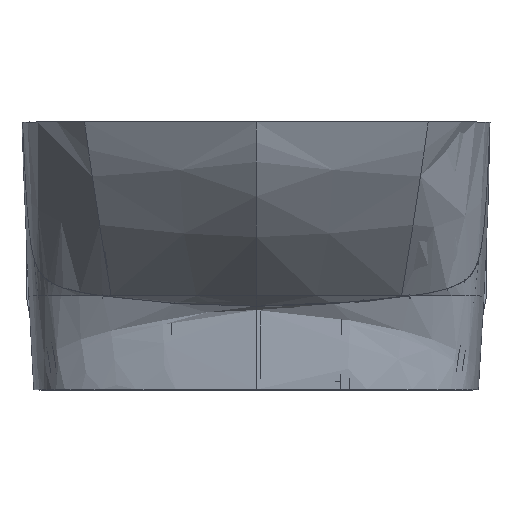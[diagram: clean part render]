
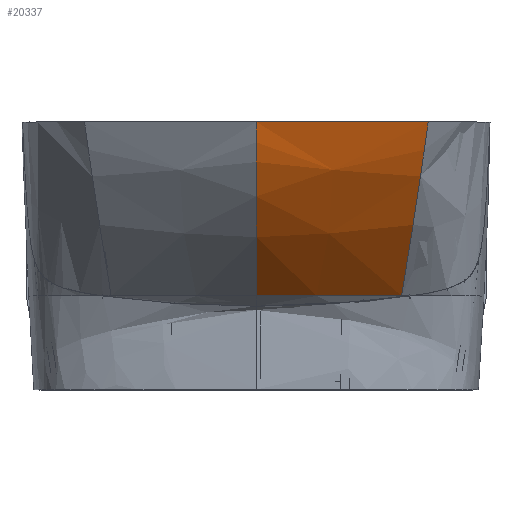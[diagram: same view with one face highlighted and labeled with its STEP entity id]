
A CAD part, top view. The second image highlights one B-rep face of the part: STEP entity #20337.
In plain terms, the highlighted free-form (B-spline) face has degree [3, 3] with [7, 8] control points.
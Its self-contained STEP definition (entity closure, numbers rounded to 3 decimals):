
#2106=(
BOUNDED_CURVE()
B_SPLINE_CURVE(5,(#44903,#44904,#44905,#44906,#44907,#44908,#44909,#44910),
 .UNSPECIFIED.,.F.,.F.)
B_SPLINE_CURVE_WITH_KNOTS((6,1,1,6),(-0.984,-0.9,-0.8,-0.775),
 .UNSPECIFIED.)
CURVE()
GEOMETRIC_REPRESENTATION_ITEM()
RATIONAL_B_SPLINE_CURVE((1.,1.,1.,1.,1.,1.,1.,1.))
REPRESENTATION_ITEM('')
);
#2108=(
BOUNDED_CURVE()
B_SPLINE_CURVE(5,(#44967,#44968,#44969,#44970,#44971,#44972,#44973,#44974),
 .UNSPECIFIED.,.F.,.F.)
B_SPLINE_CURVE_WITH_KNOTS((6,1,1,6),(0.846,0.867,
0.933,0.942),.UNSPECIFIED.)
CURVE()
GEOMETRIC_REPRESENTATION_ITEM()
RATIONAL_B_SPLINE_CURVE((1.,1.,1.,1.,1.,1.,1.,1.))
REPRESENTATION_ITEM('')
);
#2109=(
BOUNDED_CURVE()
B_SPLINE_CURVE(5,(#44975,#44976,#44977,#44978,#44979,#44980),
 .UNSPECIFIED.,.F.,.F.)
B_SPLINE_CURVE_WITH_KNOTS((6,6),(0.942,1.),.UNSPECIFIED.)
CURVE()
GEOMETRIC_REPRESENTATION_ITEM()
RATIONAL_B_SPLINE_CURVE((1.,1.,1.,1.,1.,1.))
REPRESENTATION_ITEM('')
);
#6424=FACE_OUTER_BOUND('',#8060,.T.);
#8060=EDGE_LOOP('',(#18696,#18697,#18698,#18699,#18700));
#8434=B_SPLINE_CURVE_WITH_KNOTS('',3,(#45083,#45084,#45085,#45086,#45087),
 .UNSPECIFIED.,.F.,.F.,(4,1,4),(0.,41.036,50.028),
 .UNSPECIFIED.);
#8435=B_SPLINE_CURVE_WITH_KNOTS('',3,(#45144,#45145,#45146,#45147,#45148,
#45149),.UNSPECIFIED.,.F.,.F.,(4,2,4),(-41.896,-17.953,
0.),.UNSPECIFIED.);
#10409=VERTEX_POINT('',#44874);
#10412=VERTEX_POINT('',#44896);
#10413=VERTEX_POINT('',#44959);
#10414=VERTEX_POINT('',#44966);
#10415=VERTEX_POINT('',#45057);
#13179=EDGE_CURVE('',#10412,#10409,#2106,.T.);
#13181=EDGE_CURVE('',#10413,#10414,#2108,.T.);
#13182=EDGE_CURVE('',#10414,#10412,#2109,.T.);
#13185=EDGE_CURVE('',#10413,#10415,#8434,.T.);
#13186=EDGE_CURVE('',#10409,#10415,#8435,.T.);
#18696=ORIENTED_EDGE('',*,*,#13186,.F.);
#18697=ORIENTED_EDGE('',*,*,#13179,.F.);
#18698=ORIENTED_EDGE('',*,*,#13182,.F.);
#18699=ORIENTED_EDGE('',*,*,#13181,.F.);
#18700=ORIENTED_EDGE('',*,*,#13185,.T.);
#19264=B_SPLINE_SURFACE_WITH_KNOTS('',3,3,((#45088,#45089,#45090,#45091,
#45092,#45093,#45094,#45095),(#45096,#45097,#45098,#45099,#45100,#45101,
#45102,#45103),(#45104,#45105,#45106,#45107,#45108,#45109,#45110,#45111),
(#45112,#45113,#45114,#45115,#45116,#45117,#45118,#45119),(#45120,#45121,
#45122,#45123,#45124,#45125,#45126,#45127),(#45128,#45129,#45130,#45131,
#45132,#45133,#45134,#45135),(#45136,#45137,#45138,#45139,#45140,#45141,
#45142,#45143)),.UNSPECIFIED.,.F.,.F.,.F.,(4,1,1,1,4),(4,1,1,1,1,4),(0.,
0.286,0.571,0.857,1.),(0.,0.061,
0.121,0.182,0.242,0.363),
 .UNSPECIFIED.);
#20337=ADVANCED_FACE('',(#6424),#19264,.F.);
#44874=CARTESIAN_POINT('',(0.,24.,30.172));
#44896=CARTESIAN_POINT('',(0.,8.4,16.762));
#44903=CARTESIAN_POINT('Ctrl Pts',(0.,8.4,16.762));
#44904=CARTESIAN_POINT('Ctrl Pts',(0.,9.731,18.615));
#44905=CARTESIAN_POINT('Ctrl Pts',(0.,12.545,22.279));
#44906=CARTESIAN_POINT('Ctrl Pts',(0.,15.532,25.511));
#44907=CARTESIAN_POINT('Ctrl Pts',(0.,18.432,27.785));
#44908=CARTESIAN_POINT('Ctrl Pts',(0.,21.57,29.328));
#44909=CARTESIAN_POINT('Ctrl Pts',(0.,23.586,30.037));
#44910=CARTESIAN_POINT('Ctrl Pts',(0.,24.,30.172));
#44959=CARTESIAN_POINT('',(13.032,8.4,14.97));
#44966=CARTESIAN_POINT('',(5.39,8.4,16.243));
#44967=CARTESIAN_POINT('Ctrl Pts',(13.032,8.4,14.97));
#44968=CARTESIAN_POINT('Ctrl Pts',(12.749,8.4,15.032));
#44969=CARTESIAN_POINT('Ctrl Pts',(11.538,8.4,15.29));
#44970=CARTESIAN_POINT('Ctrl Pts',(10.089,8.4,15.561));
#44971=CARTESIAN_POINT('Ctrl Pts',(8.527,8.4,15.82));
#44972=CARTESIAN_POINT('Ctrl Pts',(6.878,8.4,16.056));
#44973=CARTESIAN_POINT('Ctrl Pts',(5.544,8.4,16.224));
#44974=CARTESIAN_POINT('Ctrl Pts',(5.39,8.4,16.243));
#44975=CARTESIAN_POINT('Ctrl Pts',(5.39,8.4,16.243));
#44976=CARTESIAN_POINT('Ctrl Pts',(4.358,8.4,16.371));
#44977=CARTESIAN_POINT('Ctrl Pts',(3.3,8.4,16.488));
#44978=CARTESIAN_POINT('Ctrl Pts',(2.219,8.4,16.593));
#44979=CARTESIAN_POINT('Ctrl Pts',(1.119,8.4,16.684));
#44980=CARTESIAN_POINT('Ctrl Pts',(0.,8.4,16.762));
#45057=CARTESIAN_POINT('',(15.429,24.,26.592));
#45083=CARTESIAN_POINT('Ctrl Pts',(13.032,8.4,14.97));
#45084=CARTESIAN_POINT('Ctrl Pts',(13.646,12.093,18.841));
#45085=CARTESIAN_POINT('Ctrl Pts',(14.439,17.009,23.425));
#45086=CARTESIAN_POINT('Ctrl Pts',(15.277,22.914,26.154));
#45087=CARTESIAN_POINT('Ctrl Pts',(15.429,24.,26.592));
#45088=CARTESIAN_POINT('Ctrl Pts',(13.032,8.4,14.97));
#45089=CARTESIAN_POINT('Ctrl Pts',(13.185,9.323,15.938));
#45090=CARTESIAN_POINT('Ctrl Pts',(13.497,11.212,17.859));
#45091=CARTESIAN_POINT('Ctrl Pts',(13.978,14.204,20.594));
#45092=CARTESIAN_POINT('Ctrl Pts',(14.471,17.383,23.073));
#45093=CARTESIAN_POINT('Ctrl Pts',(15.143,21.91,25.894));
#45094=CARTESIAN_POINT('Ctrl Pts',(15.665,25.678,27.309));
#45095=CARTESIAN_POINT('Ctrl Pts',(16.012,28.261,28.034));
#45096=CARTESIAN_POINT('Ctrl Pts',(12.039,8.4,15.188));
#45097=CARTESIAN_POINT('Ctrl Pts',(12.183,9.341,16.178));
#45098=CARTESIAN_POINT('Ctrl Pts',(12.471,11.259,18.137));
#45099=CARTESIAN_POINT('Ctrl Pts',(12.91,14.272,20.914));
#45100=CARTESIAN_POINT('Ctrl Pts',(13.354,17.457,23.422));
#45101=CARTESIAN_POINT('Ctrl Pts',(13.955,21.972,26.264));
#45102=CARTESIAN_POINT('Ctrl Pts',(14.415,25.713,27.677));
#45103=CARTESIAN_POINT('Ctrl Pts',(14.719,28.276,28.396));
#45104=CARTESIAN_POINT('Ctrl Pts',(9.864,8.4,15.607));
#45105=CARTESIAN_POINT('Ctrl Pts',(9.979,9.356,16.648));
#45106=CARTESIAN_POINT('Ctrl Pts',(10.21,11.284,18.681));
#45107=CARTESIAN_POINT('Ctrl Pts',(10.554,14.254,21.493));
#45108=CARTESIAN_POINT('Ctrl Pts',(10.897,17.343,23.988));
#45109=CARTESIAN_POINT('Ctrl Pts',(11.355,21.669,26.782));
#45110=CARTESIAN_POINT('Ctrl Pts',(11.699,25.217,28.163));
#45111=CARTESIAN_POINT('Ctrl Pts',(11.924,27.662,28.86));
#45112=CARTESIAN_POINT('Ctrl Pts',(6.156,8.4,16.171));
#45113=CARTESIAN_POINT('Ctrl Pts',(6.221,9.343,17.305));
#45114=CARTESIAN_POINT('Ctrl Pts',(6.351,11.21,19.449));
#45115=CARTESIAN_POINT('Ctrl Pts',(6.543,13.986,22.264));
#45116=CARTESIAN_POINT('Ctrl Pts',(6.734,16.782,24.657));
#45117=CARTESIAN_POINT('Ctrl Pts',(6.988,20.604,27.267));
#45118=CARTESIAN_POINT('Ctrl Pts',(7.178,23.676,28.565));
#45119=CARTESIAN_POINT('Ctrl Pts',(7.303,25.845,29.222));
#45120=CARTESIAN_POINT('Ctrl Pts',(2.806,8.4,16.546));
#45121=CARTESIAN_POINT('Ctrl Pts',(2.83,9.324,17.761));
#45122=CARTESIAN_POINT('Ctrl Pts',(2.88,11.13,20.013));
#45123=CARTESIAN_POINT('Ctrl Pts',(2.955,13.746,22.864));
#45124=CARTESIAN_POINT('Ctrl Pts',(3.031,16.315,25.212));
#45125=CARTESIAN_POINT('Ctrl Pts',(3.133,19.76,27.716));
#45126=CARTESIAN_POINT('Ctrl Pts',(3.211,22.483,28.962));
#45127=CARTESIAN_POINT('Ctrl Pts',(3.262,24.452,29.592));
#45128=CARTESIAN_POINT('Ctrl Pts',(0.709,8.4,16.713));
#45129=CARTESIAN_POINT('Ctrl Pts',(0.714,9.319,17.976));
#45130=CARTESIAN_POINT('Ctrl Pts',(0.725,11.109,20.306));
#45131=CARTESIAN_POINT('Ctrl Pts',(0.743,13.678,23.229));
#45132=CARTESIAN_POINT('Ctrl Pts',(0.76,16.182,25.614));
#45133=CARTESIAN_POINT('Ctrl Pts',(0.785,19.52,28.139));
#45134=CARTESIAN_POINT('Ctrl Pts',(0.803,22.148,29.382));
#45135=CARTESIAN_POINT('Ctrl Pts',(0.816,24.06,30.004));
#45136=CARTESIAN_POINT('Ctrl Pts',(0.,8.4,16.762));
#45137=CARTESIAN_POINT('Ctrl Pts',(0.,9.319,
18.041));
#45138=CARTESIAN_POINT('Ctrl Pts',(0.,11.107,
20.398));
#45139=CARTESIAN_POINT('Ctrl Pts',(0.,13.669,
23.353));
#45140=CARTESIAN_POINT('Ctrl Pts',(0.,16.163,
25.761));
#45141=CARTESIAN_POINT('Ctrl Pts',(0.,19.484,
28.304));
#45142=CARTESIAN_POINT('Ctrl Pts',(0.,22.098,
29.551));
#45143=CARTESIAN_POINT('Ctrl Pts',(0.,24.,30.172));
#45144=CARTESIAN_POINT('Ctrl Pts',(0.,24.,30.172));
#45145=CARTESIAN_POINT('Ctrl Pts',(2.589,24.,29.577));
#45146=CARTESIAN_POINT('Ctrl Pts',(5.298,24.,29.023));
#45147=CARTESIAN_POINT('Ctrl Pts',(10.53,24.,27.853));
#45148=CARTESIAN_POINT('Ctrl Pts',(13.162,24.,27.235));
#45149=CARTESIAN_POINT('Ctrl Pts',(15.429,24.,26.592));
